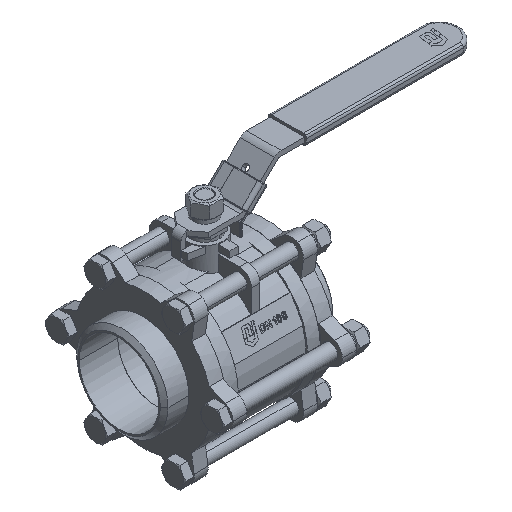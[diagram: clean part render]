
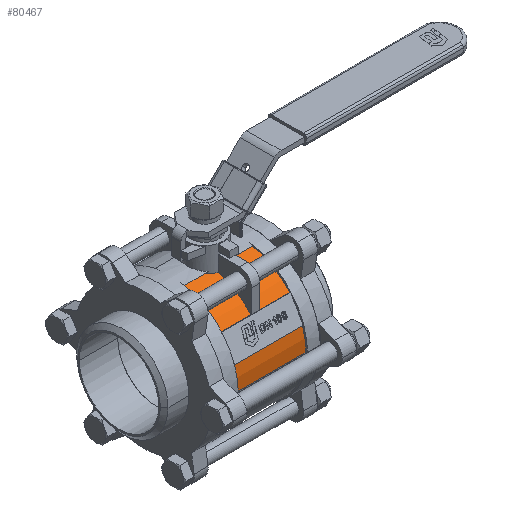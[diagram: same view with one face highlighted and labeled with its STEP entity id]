
A CAD part, isometric view. The second image highlights one B-rep face of the part: STEP entity #80467.
In plain terms, the highlighted cylindrical face has radius 84 mm (diameter 168 mm), a partial arc.
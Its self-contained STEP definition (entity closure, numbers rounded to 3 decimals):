
#76758=CARTESIAN_POINT('',(-43.5,-72.746,42.));
#76759=VERTEX_POINT('',#76758);
#76776=CARTESIAN_POINT('',(43.5,-72.746,42.));
#76777=VERTEX_POINT('',#76776);
#77070=CARTESIAN_POINT('',(43.6,-84.,-0.));
#77071=VERTEX_POINT('',#77070);
#77268=CARTESIAN_POINT('',(-43.6,-84.,0.));
#77269=VERTEX_POINT('',#77268);
#77270=CARTESIAN_POINT('',(-43.6,-84.,0.));
#77271=DIRECTION('',(1.,-0.,-0.));
#77272=VECTOR('',#77271,87.2);
#77273=LINE('',#77270,#77272);
#77274=EDGE_CURVE('',#77269,#77071,#77273,.T.);
#79003=CARTESIAN_POINT('',(5.25,-63.414,55.087));
#79004=VERTEX_POINT('',#79003);
#79011=CARTESIAN_POINT('',(5.25,-22.393,80.96));
#79012=VERTEX_POINT('',#79011);
#79013=CARTESIAN_POINT('',(5.25,-0.,-0.));
#79014=DIRECTION('',(1.,-0.,-0.));
#79015=DIRECTION('',(0.,1.,0.));
#79016=AXIS2_PLACEMENT_3D('',#79013,#79014,#79015);
#79017=CIRCLE('',#79016,84.);
#79018=EDGE_CURVE('',#79012,#79004,#79017,.T.);
#79758=CARTESIAN_POINT('',(-5.25,-63.414,55.087));
#79759=VERTEX_POINT('',#79758);
#79775=CARTESIAN_POINT('',(-5.25,-22.393,80.96));
#79776=VERTEX_POINT('',#79775);
#79783=CARTESIAN_POINT('',(-5.25,0.,0.));
#79784=DIRECTION('',(-1.,0.,0.));
#79785=DIRECTION('',(0.,1.,0.));
#79786=AXIS2_PLACEMENT_3D('',#79783,#79784,#79785);
#79787=CIRCLE('',#79786,84.);
#79788=EDGE_CURVE('',#79759,#79776,#79787,.T.);
#80021=CARTESIAN_POINT('',(23.,-0.,84.));
#80022=VERTEX_POINT('',#80021);
#80023=CARTESIAN_POINT('',(23.,-0.,84.));
#80024=CARTESIAN_POINT('',(23.,-1.238,84.));
#80025=CARTESIAN_POINT('',(22.899,-2.509,83.972));
#80026=CARTESIAN_POINT('',(22.687,-3.78,83.915));
#80027=CARTESIAN_POINT('',(22.476,-5.05,83.858));
#80028=CARTESIAN_POINT('',(22.153,-6.319,83.771));
#80029=CARTESIAN_POINT('',(21.724,-7.553,83.66));
#80030=CARTESIAN_POINT('',(21.295,-8.787,83.548));
#80031=CARTESIAN_POINT('',(20.759,-9.987,83.412));
#80032=CARTESIAN_POINT('',(20.131,-11.125,83.26));
#80033=CARTESIAN_POINT('',(19.502,-12.263,83.108));
#80034=CARTESIAN_POINT('',(18.78,-13.339,82.94));
#80035=CARTESIAN_POINT('',(17.99,-14.33,82.769));
#80036=CARTESIAN_POINT('',(17.596,-14.826,82.683));
#80037=CARTESIAN_POINT('',(17.184,-15.3,82.596));
#80038=CARTESIAN_POINT('',(16.76,-15.752,82.51));
#80039=CARTESIAN_POINT('',(16.548,-15.977,82.467));
#80040=CARTESIAN_POINT('',(16.333,-16.196,82.424));
#80041=CARTESIAN_POINT('',(16.114,-16.412,82.381));
#80042=CARTESIAN_POINT('',(15.895,-16.627,82.338));
#80043=CARTESIAN_POINT('',(15.669,-16.84,82.295));
#80044=CARTESIAN_POINT('',(15.438,-17.049,82.252));
#80045=CARTESIAN_POINT('',(14.515,-17.885,82.078));
#80046=CARTESIAN_POINT('',(13.5,-18.666,81.903));
#80047=CARTESIAN_POINT('',(12.413,-19.363,81.738));
#80048=CARTESIAN_POINT('',(11.327,-20.059,81.573));
#80049=CARTESIAN_POINT('',(10.169,-20.671,81.419));
#80050=CARTESIAN_POINT('',(8.966,-21.18,81.286));
#80051=CARTESIAN_POINT('',(7.763,-21.69,81.153));
#80052=CARTESIAN_POINT('',(6.514,-22.096,81.042));
#80053=CARTESIAN_POINT('',(5.25,-22.393,80.96));
#80054=B_SPLINE_CURVE_WITH_KNOTS('',3,(#80023,#80024,#80025,#80026,#80027,#80028,#80029,#80030,#80031,#80032,#80033,#80034,#80035,#80036,#80037,#80038,#80039,#80040,#80041,#80042,#80043,#80044,#80045,#80046,#80047,#80048,
#80049,#80050,#80051,#80052,#80053),.UNSPECIFIED.,.F.,.F.,(4,3,3,3,3,3,3,3,3,3,4),(3.485,3.856,4.227,4.599,4.97,5.155,5.248,5.341,5.712,6.084,6.455),.UNSPECIFIED.);
#80055=EDGE_CURVE('',#80022,#79012,#80054,.T.);
#80336=CARTESIAN_POINT('',(0.,0.,0.));
#80337=DIRECTION('',(-1.,0.,0.));
#80338=DIRECTION('',(0.,1.,0.));
#80339=AXIS2_PLACEMENT_3D('',#80336,#80337,#80338);
#80340=CYLINDRICAL_SURFACE('',#80339,84.);
#80341=ORIENTED_EDGE('',*,*,#77274,.T.);
#80342=CARTESIAN_POINT('',(43.6,-0.,84.));
#80343=VERTEX_POINT('',#80342);
#80344=CARTESIAN_POINT('',(43.6,-0.,-0.));
#80345=DIRECTION('',(-1.,0.,0.));
#80346=DIRECTION('',(0.,1.,0.));
#80347=AXIS2_PLACEMENT_3D('',#80344,#80345,#80346);
#80348=CIRCLE('',#80347,84.);
#80349=EDGE_CURVE('',#77071,#80343,#80348,.T.);
#80350=ORIENTED_EDGE('',*,*,#80349,.T.);
#80351=CARTESIAN_POINT('',(43.6,-0.,84.));
#80352=DIRECTION('',(-1.,0.,0.));
#80353=VECTOR('',#80352,20.6);
#80354=LINE('',#80351,#80353);
#80355=EDGE_CURVE('',#80343,#80022,#80354,.T.);
#80356=ORIENTED_EDGE('',*,*,#80355,.T.);
#80357=ORIENTED_EDGE('',*,*,#80055,.T.);
#80358=ORIENTED_EDGE('',*,*,#79018,.T.);
#80359=CARTESIAN_POINT('',(43.5,-63.414,55.087));
#80360=VERTEX_POINT('',#80359);
#80361=CARTESIAN_POINT('',(5.25,-63.414,55.087));
#80362=DIRECTION('',(1.,-0.,-0.));
#80363=VECTOR('',#80362,38.25);
#80364=LINE('',#80361,#80363);
#80365=EDGE_CURVE('',#79004,#80360,#80364,.T.);
#80366=ORIENTED_EDGE('',*,*,#80365,.T.);
#80367=CARTESIAN_POINT('',(43.5,-0.,-0.));
#80368=DIRECTION('',(1.,-0.,-0.));
#80369=DIRECTION('',(0.,1.,0.));
#80370=AXIS2_PLACEMENT_3D('',#80367,#80368,#80369);
#80371=CIRCLE('',#80370,84.);
#80372=EDGE_CURVE('',#80360,#76777,#80371,.T.);
#80373=ORIENTED_EDGE('',*,*,#80372,.T.);
#80374=CARTESIAN_POINT('',(43.5,-79.414,27.375));
#80375=VERTEX_POINT('',#80374);
#80376=CARTESIAN_POINT('',(43.5,-0.,-0.));
#80377=DIRECTION('',(1.,-0.,-0.));
#80378=DIRECTION('',(0.,1.,0.));
#80379=AXIS2_PLACEMENT_3D('',#80376,#80377,#80378);
#80380=CIRCLE('',#80379,84.);
#80381=EDGE_CURVE('',#76777,#80375,#80380,.T.);
#80382=ORIENTED_EDGE('',*,*,#80381,.T.);
#80383=CARTESIAN_POINT('',(-43.5,-79.414,27.375));
#80384=VERTEX_POINT('',#80383);
#80385=CARTESIAN_POINT('',(43.5,-79.414,27.375));
#80386=DIRECTION('',(-1.,0.,0.));
#80387=VECTOR('',#80386,87.);
#80388=LINE('',#80385,#80387);
#80389=EDGE_CURVE('',#80375,#80384,#80388,.T.);
#80390=ORIENTED_EDGE('',*,*,#80389,.T.);
#80391=CARTESIAN_POINT('',(-43.5,0.,0.));
#80392=DIRECTION('',(-1.,0.,0.));
#80393=DIRECTION('',(0.,1.,0.));
#80394=AXIS2_PLACEMENT_3D('',#80391,#80392,#80393);
#80395=CIRCLE('',#80394,84.);
#80396=EDGE_CURVE('',#80384,#76759,#80395,.T.);
#80397=ORIENTED_EDGE('',*,*,#80396,.T.);
#80398=CARTESIAN_POINT('',(-43.5,-63.414,55.087));
#80399=VERTEX_POINT('',#80398);
#80400=CARTESIAN_POINT('',(-43.5,0.,0.));
#80401=DIRECTION('',(-1.,0.,0.));
#80402=DIRECTION('',(0.,1.,0.));
#80403=AXIS2_PLACEMENT_3D('',#80400,#80401,#80402);
#80404=CIRCLE('',#80403,84.);
#80405=EDGE_CURVE('',#76759,#80399,#80404,.T.);
#80406=ORIENTED_EDGE('',*,*,#80405,.T.);
#80407=CARTESIAN_POINT('',(-43.5,-63.414,55.087));
#80408=DIRECTION('',(1.,-0.,-0.));
#80409=VECTOR('',#80408,38.25);
#80410=LINE('',#80407,#80409);
#80411=EDGE_CURVE('',#80399,#79759,#80410,.T.);
#80412=ORIENTED_EDGE('',*,*,#80411,.T.);
#80413=ORIENTED_EDGE('',*,*,#79788,.T.);
#80414=CARTESIAN_POINT('',(-23.,0.,84.));
#80415=VERTEX_POINT('',#80414);
#80416=CARTESIAN_POINT('',(-5.25,-22.393,80.96));
#80417=CARTESIAN_POINT('',(-6.514,-22.096,81.042));
#80418=CARTESIAN_POINT('',(-7.763,-21.69,81.153));
#80419=CARTESIAN_POINT('',(-8.966,-21.18,81.286));
#80420=CARTESIAN_POINT('',(-10.169,-20.671,81.419));
#80421=CARTESIAN_POINT('',(-11.327,-20.059,81.573));
#80422=CARTESIAN_POINT('',(-12.413,-19.363,81.738));
#80423=CARTESIAN_POINT('',(-13.5,-18.666,81.903));
#80424=CARTESIAN_POINT('',(-14.514,-17.885,82.078));
#80425=CARTESIAN_POINT('',(-15.438,-17.049,82.252));
#80426=CARTESIAN_POINT('',(-15.669,-16.839,82.295));
#80427=CARTESIAN_POINT('',(-15.894,-16.627,82.338));
#80428=CARTESIAN_POINT('',(-16.114,-16.412,82.381));
#80429=CARTESIAN_POINT('',(-16.333,-16.196,82.424));
#80430=CARTESIAN_POINT('',(-16.548,-15.977,82.467));
#80431=CARTESIAN_POINT('',(-16.76,-15.752,82.51));
#80432=CARTESIAN_POINT('',(-17.184,-15.3,82.596));
#80433=CARTESIAN_POINT('',(-17.595,-14.825,82.683));
#80434=CARTESIAN_POINT('',(-17.99,-14.33,82.769));
#80435=CARTESIAN_POINT('',(-18.78,-13.339,82.94));
#80436=CARTESIAN_POINT('',(-19.501,-12.263,83.108));
#80437=CARTESIAN_POINT('',(-20.13,-11.125,83.26));
#80438=CARTESIAN_POINT('',(-20.759,-9.987,83.412));
#80439=CARTESIAN_POINT('',(-21.295,-8.787,83.548));
#80440=CARTESIAN_POINT('',(-21.724,-7.553,83.66));
#80441=CARTESIAN_POINT('',(-22.153,-6.319,83.771));
#80442=CARTESIAN_POINT('',(-22.476,-5.05,83.858));
#80443=CARTESIAN_POINT('',(-22.687,-3.78,83.915));
#80444=CARTESIAN_POINT('',(-22.899,-2.509,83.972));
#80445=CARTESIAN_POINT('',(-23.,-1.238,84.));
#80446=CARTESIAN_POINT('',(-23.,-0.,84.));
#80447=B_SPLINE_CURVE_WITH_KNOTS('',3,(#80416,#80417,#80418,#80419,#80420,#80421,#80422,#80423,#80424,#80425,#80426,#80427,#80428,#80429,#80430,#80431,#80432,#80433,#80434,#80435,#80436,#80437,#80438,#80439,#80440,#80441,
#80442,#80443,#80444,#80445,#80446),.UNSPECIFIED.,.F.,.F.,(4,3,3,3,3,3,3,3,3,3,4),(7.484,7.856,8.227,8.598,8.691,8.784,8.969,9.341,9.712,10.083,10.454),.UNSPECIFIED.);
#80448=EDGE_CURVE('',#79776,#80415,#80447,.T.);
#80449=ORIENTED_EDGE('',*,*,#80448,.T.);
#80450=CARTESIAN_POINT('',(-43.6,0.,84.));
#80451=VERTEX_POINT('',#80450);
#80452=CARTESIAN_POINT('',(-23.,-0.,84.));
#80453=DIRECTION('',(-1.,0.,0.));
#80454=VECTOR('',#80453,20.6);
#80455=LINE('',#80452,#80454);
#80456=EDGE_CURVE('',#80415,#80451,#80455,.T.);
#80457=ORIENTED_EDGE('',*,*,#80456,.T.);
#80458=CARTESIAN_POINT('',(-43.6,0.,0.));
#80459=DIRECTION('',(1.,-0.,-0.));
#80460=DIRECTION('',(0.,1.,0.));
#80461=AXIS2_PLACEMENT_3D('',#80458,#80459,#80460);
#80462=CIRCLE('',#80461,84.);
#80463=EDGE_CURVE('',#80451,#77269,#80462,.T.);
#80464=ORIENTED_EDGE('',*,*,#80463,.T.);
#80465=EDGE_LOOP('',(#80341,#80350,#80356,#80357,#80358,#80366,#80373,#80382,#80390,#80397,#80406,#80412,#80413,#80449,#80457,#80464));
#80466=FACE_BOUND('',#80465,.T.);
#80467=ADVANCED_FACE('',(#80466),#80340,.T.);
